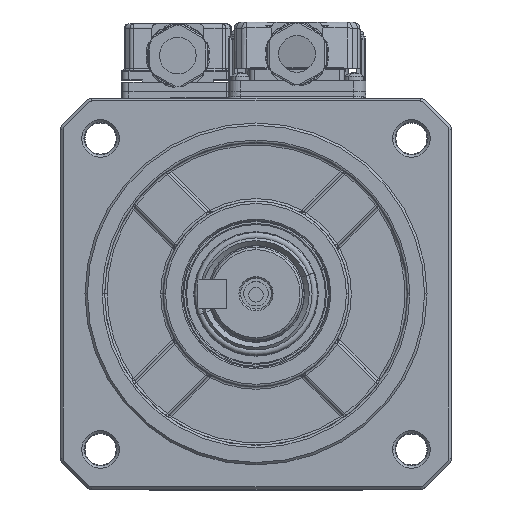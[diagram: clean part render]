
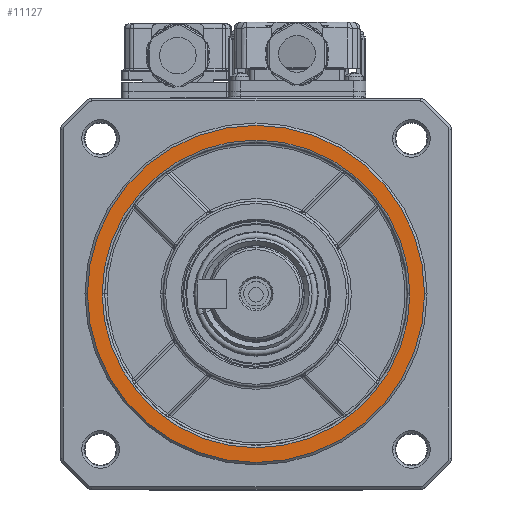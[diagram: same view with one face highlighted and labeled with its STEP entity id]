
A CAD part, top view. The second image highlights one B-rep face of the part: STEP entity #11127.
In plain terms, the highlighted planar face has unit normal (0, 0, 1).
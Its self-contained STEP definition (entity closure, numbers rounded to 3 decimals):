
#46 = DIRECTION ( 'NONE',  ( 1., 0., 0. ) ) ;
#4024 = CIRCLE ( 'NONE', #23590, 34.5 ) ;
#4165 = VERTEX_POINT ( 'NONE', #30182 ) ;
#4289 = ORIENTED_EDGE ( 'NONE', *, *, #27195, .T. ) ;
#4739 = DIRECTION ( 'NONE',  ( 0., 0., -1. ) ) ;
#8114 = PLANE ( 'NONE',  #55476 ) ;
#9154 = DIRECTION ( 'NONE',  ( 0., 0., 1. ) ) ;
#11127 = ADVANCED_FACE ( 'NONE', ( #46299, #68217 ), #8114, .F. ) ;
#18890 = CARTESIAN_POINT ( 'NONE',  ( 0., 31., 0. ) ) ;
#20676 = DIRECTION ( 'NONE',  ( 0., 0., -1. ) ) ;
#22121 = VERTEX_POINT ( 'NONE', #27698 ) ;
#23590 = AXIS2_PLACEMENT_3D ( 'NONE', #69878, #43255, #46 ) ;
#25328 = DIRECTION ( 'NONE',  ( 1., 0., 0. ) ) ;
#25400 = AXIS2_PLACEMENT_3D ( 'NONE', #54414, #4739, #58733 ) ;
#27195 = EDGE_CURVE ( 'NONE', #22121, #53507, #4024, .T. ) ;
#27698 = CARTESIAN_POINT ( 'NONE',  ( -34.5, 0., 0. ) ) ;
#28426 = CARTESIAN_POINT ( 'NONE',  ( -31.491, 0., 0. ) ) ;
#30182 = CARTESIAN_POINT ( 'NONE',  ( 31.491, 0., 0. ) ) ;
#30959 = CIRCLE ( 'NONE', #51706, 34.5 ) ;
#31003 = DIRECTION ( 'NONE',  ( 0., 0., -1. ) ) ;
#36046 = AXIS2_PLACEMENT_3D ( 'NONE', #70369, #20676, #42689 ) ;
#36422 = VERTEX_POINT ( 'NONE', #28426 ) ;
#37576 = EDGE_CURVE ( 'NONE', #53507, #22121, #30959, .T. ) ;
#39107 = EDGE_CURVE ( 'NONE', #4165, #36422, #41540, .T. ) ;
#41540 = CIRCLE ( 'NONE', #25400, 31.491 ) ;
#42689 = DIRECTION ( 'NONE',  ( -1., 0., 0. ) ) ;
#43255 = DIRECTION ( 'NONE',  ( 0., 0., 1. ) ) ;
#46299 = FACE_BOUND ( 'NONE', #56698, .T. ) ;
#46302 = CARTESIAN_POINT ( 'NONE',  ( 0., 0., 0. ) ) ;
#51477 = EDGE_CURVE ( 'NONE', #36422, #4165, #70491, .T. ) ;
#51706 = AXIS2_PLACEMENT_3D ( 'NONE', #46302, #9154, #25328 ) ;
#52977 = DIRECTION ( 'NONE',  ( -1., 0., 0. ) ) ;
#53507 = VERTEX_POINT ( 'NONE', #60025 ) ;
#54414 = CARTESIAN_POINT ( 'NONE',  ( 0., 0., 0. ) ) ;
#55026 = ORIENTED_EDGE ( 'NONE', *, *, #51477, .T. ) ;
#55428 = ORIENTED_EDGE ( 'NONE', *, *, #39107, .T. ) ;
#55476 = AXIS2_PLACEMENT_3D ( 'NONE', #18890, #31003, #52977 ) ;
#56698 = EDGE_LOOP ( 'NONE', ( #55026, #55428 ) ) ;
#58733 = DIRECTION ( 'NONE',  ( -1., 0., 0. ) ) ;
#59512 = EDGE_LOOP ( 'NONE', ( #4289, #64053 ) ) ;
#60025 = CARTESIAN_POINT ( 'NONE',  ( 34.5, 0., 0. ) ) ;
#64053 = ORIENTED_EDGE ( 'NONE', *, *, #37576, .T. ) ;
#68217 = FACE_OUTER_BOUND ( 'NONE', #59512, .T. ) ;
#69878 = CARTESIAN_POINT ( 'NONE',  ( 0., 0., 0. ) ) ;
#70369 = CARTESIAN_POINT ( 'NONE',  ( 0., 0., 0. ) ) ;
#70491 = CIRCLE ( 'NONE', #36046, 31.491 ) ;
